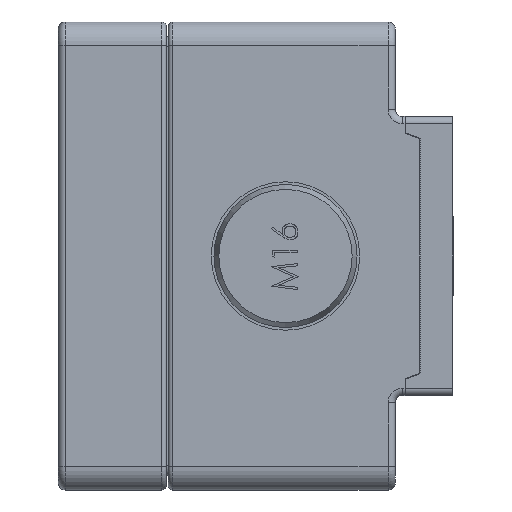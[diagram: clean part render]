
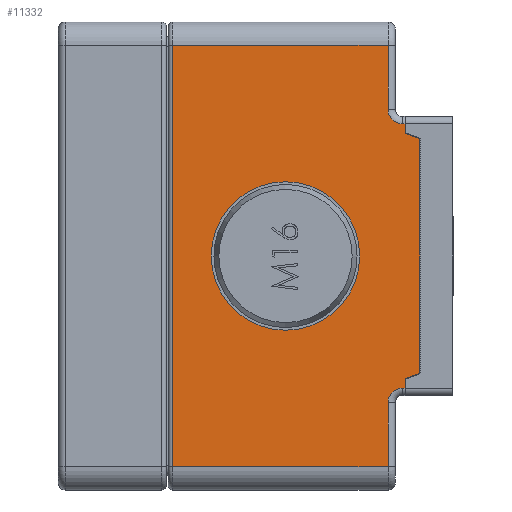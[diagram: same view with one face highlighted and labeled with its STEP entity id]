
A CAD part, left-side view. The second image highlights one B-rep face of the part: STEP entity #11332.
In plain terms, the highlighted planar face has unit normal (-1, 0, 0).
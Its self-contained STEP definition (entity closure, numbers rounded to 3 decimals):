
#43=FACE_BOUND('',#1367,.T.);
#730=FACE_OUTER_BOUND('',#1366,.T.);
#1366=EDGE_LOOP('',(#8960,#8961,#8962,#8963,#8964,#8965,#8966,#8967,#8968,
#8969,#8970,#8971,#8972,#8973,#8974,#8975));
#1367=EDGE_LOOP('',(#8976,#8977));
#2319=LINE('',#18578,#3421);
#2323=LINE('',#18585,#3425);
#2384=LINE('',#18724,#3486);
#2387=LINE('',#18729,#3489);
#2388=LINE('',#18731,#3490);
#2389=LINE('',#18732,#3491);
#2390=LINE('',#18734,#3492);
#2391=LINE('',#18738,#3493);
#2392=LINE('',#18740,#3494);
#2393=LINE('',#18742,#3495);
#2394=LINE('',#18744,#3496);
#2395=LINE('',#18746,#3497);
#2396=LINE('',#18749,#3498);
#2397=LINE('',#18750,#3499);
#3421=VECTOR('',#14545,10.);
#3425=VECTOR('',#14549,10.);
#3486=VECTOR('',#14674,10.);
#3489=VECTOR('',#14679,10.);
#3490=VECTOR('',#14680,10.);
#3491=VECTOR('',#14681,10.);
#3492=VECTOR('',#14682,10.);
#3493=VECTOR('',#14685,10.);
#3494=VECTOR('',#14686,10.);
#3495=VECTOR('',#14687,10.);
#3496=VECTOR('',#14688,10.);
#3497=VECTOR('',#14689,10.);
#3498=VECTOR('',#14692,10.);
#3499=VECTOR('',#14693,10.);
#4210=CIRCLE('',#12287,1.6);
#4211=CIRCLE('',#12288,1.6);
#4212=CIRCLE('',#12289,8.25);
#4213=CIRCLE('',#12290,8.25);
#4997=VERTEX_POINT('',#18179);
#5037=VERTEX_POINT('',#18275);
#5098=VERTEX_POINT('',#18561);
#5100=VERTEX_POINT('',#18567);
#5103=VERTEX_POINT('',#18577);
#5106=VERTEX_POINT('',#18583);
#5152=VERTEX_POINT('',#18723);
#5154=VERTEX_POINT('',#18730);
#5155=VERTEX_POINT('',#18733);
#5156=VERTEX_POINT('',#18735);
#5157=VERTEX_POINT('',#18737);
#5158=VERTEX_POINT('',#18739);
#5159=VERTEX_POINT('',#18741);
#5160=VERTEX_POINT('',#18743);
#5161=VERTEX_POINT('',#18745);
#5162=VERTEX_POINT('',#18747);
#5163=VERTEX_POINT('',#18751);
#5164=VERTEX_POINT('',#18752);
#6474=EDGE_CURVE('',#5098,#5103,#2319,.T.);
#6478=EDGE_CURVE('',#5106,#5100,#2323,.T.);
#6549=EDGE_CURVE('',#5037,#5152,#2384,.T.);
#6552=EDGE_CURVE('',#5037,#4997,#2387,.T.);
#6553=EDGE_CURVE('',#5154,#4997,#2388,.T.);
#6554=EDGE_CURVE('',#5100,#5154,#2389,.T.);
#6555=EDGE_CURVE('',#5155,#5106,#2390,.T.);
#6556=EDGE_CURVE('',#5156,#5155,#4210,.T.);
#6557=EDGE_CURVE('',#5157,#5156,#2391,.T.);
#6558=EDGE_CURVE('',#5158,#5157,#2392,.T.);
#6559=EDGE_CURVE('',#5159,#5158,#2393,.T.);
#6560=EDGE_CURVE('',#5160,#5159,#2394,.T.);
#6561=EDGE_CURVE('',#5161,#5160,#2395,.T.);
#6562=EDGE_CURVE('',#5162,#5161,#4211,.T.);
#6563=EDGE_CURVE('',#5103,#5162,#2396,.T.);
#6564=EDGE_CURVE('',#5152,#5098,#2397,.T.);
#6565=EDGE_CURVE('',#5163,#5164,#4212,.T.);
#6566=EDGE_CURVE('',#5164,#5163,#4213,.T.);
#8960=ORIENTED_EDGE('',*,*,#6552,.T.);
#8961=ORIENTED_EDGE('',*,*,#6553,.F.);
#8962=ORIENTED_EDGE('',*,*,#6554,.F.);
#8963=ORIENTED_EDGE('',*,*,#6478,.F.);
#8964=ORIENTED_EDGE('',*,*,#6555,.F.);
#8965=ORIENTED_EDGE('',*,*,#6556,.F.);
#8966=ORIENTED_EDGE('',*,*,#6557,.F.);
#8967=ORIENTED_EDGE('',*,*,#6558,.F.);
#8968=ORIENTED_EDGE('',*,*,#6559,.F.);
#8969=ORIENTED_EDGE('',*,*,#6560,.F.);
#8970=ORIENTED_EDGE('',*,*,#6561,.F.);
#8971=ORIENTED_EDGE('',*,*,#6562,.F.);
#8972=ORIENTED_EDGE('',*,*,#6563,.F.);
#8973=ORIENTED_EDGE('',*,*,#6474,.F.);
#8974=ORIENTED_EDGE('',*,*,#6564,.F.);
#8975=ORIENTED_EDGE('',*,*,#6549,.F.);
#8976=ORIENTED_EDGE('',*,*,#6565,.T.);
#8977=ORIENTED_EDGE('',*,*,#6566,.T.);
#10853=PLANE('',#12286);
#11332=ADVANCED_FACE('',(#730,#43),#10853,.F.);
#12286=AXIS2_PLACEMENT_3D('',#18728,#14677,#14678);
#12287=AXIS2_PLACEMENT_3D('',#18736,#14683,#14684);
#12288=AXIS2_PLACEMENT_3D('',#18748,#14690,#14691);
#12289=AXIS2_PLACEMENT_3D('',#18753,#14694,#14695);
#12290=AXIS2_PLACEMENT_3D('',#18754,#14696,#14697);
#14545=DIRECTION('',(0.,0.,-1.));
#14549=DIRECTION('',(0.,0.,-1.));
#14674=DIRECTION('',(0.,0.94,-0.342));
#14677=DIRECTION('center_axis',(1.,0.,0.));
#14678=DIRECTION('ref_axis',(0.,0.,-1.));
#14679=DIRECTION('',(0.,0.,1.));
#14680=DIRECTION('',(0.,-0.94,-0.342));
#14681=DIRECTION('',(0.,0.,-1.));
#14682=DIRECTION('',(0.,-1.,0.));
#14683=DIRECTION('center_axis',(-1.,0.,0.));
#14684=DIRECTION('ref_axis',(0.,0.707,-0.707));
#14685=DIRECTION('',(0.,0.,-1.));
#14686=DIRECTION('',(0.,-1.,0.));
#14687=DIRECTION('',(0.,0.,1.));
#14688=DIRECTION('',(0.,1.,0.));
#14689=DIRECTION('',(0.,0.,-1.));
#14690=DIRECTION('center_axis',(-1.,0.,0.));
#14691=DIRECTION('ref_axis',(0.,0.707,0.707));
#14692=DIRECTION('',(0.,1.,0.));
#14693=DIRECTION('',(0.,0.,-1.));
#14694=DIRECTION('center_axis',(1.,0.,0.));
#14695=DIRECTION('ref_axis',(0.,-1.,0.));
#14696=DIRECTION('center_axis',(1.,0.,0.));
#14697=DIRECTION('ref_axis',(0.,-1.,0.));
#18179=CARTESIAN_POINT('',(-47.634,-17.208,13.036));
#18275=CARTESIAN_POINT('',(-47.634,-17.208,-13.036));
#18561=CARTESIAN_POINT('',(-47.634,-15.608,-13.682));
#18567=CARTESIAN_POINT('',(-47.634,-15.608,13.682));
#18577=CARTESIAN_POINT('',(-47.634,-15.608,-14.7));
#18578=CARTESIAN_POINT('',(-47.634,-15.608,-13.619));
#18583=CARTESIAN_POINT('',(-47.634,-15.608,14.7));
#18585=CARTESIAN_POINT('',(-47.634,-15.608,15.5));
#18723=CARTESIAN_POINT('',(-47.634,-15.608,-13.619));
#18724=CARTESIAN_POINT('',(-47.634,-17.308,-13.));
#18728=CARTESIAN_POINT('Origin',(-47.634,1.675,0.));
#18729=CARTESIAN_POINT('',(-47.634,-17.208,6.55));
#18730=CARTESIAN_POINT('',(-47.634,-15.608,13.619));
#18731=CARTESIAN_POINT('',(-47.634,-15.608,13.619));
#18732=CARTESIAN_POINT('',(-47.634,-15.608,15.5));
#18733=CARTESIAN_POINT('',(-47.634,-15.308,14.7));
#18734=CARTESIAN_POINT('',(-47.634,-6.817,14.7));
#18735=CARTESIAN_POINT('',(-47.634,-13.708,16.3));
#18736=CARTESIAN_POINT('Origin',(-47.634,-15.308,16.3));
#18737=CARTESIAN_POINT('',(-47.634,-13.708,23.4));
#18738=CARTESIAN_POINT('',(-47.634,-13.708,13.));
#18739=CARTESIAN_POINT('',(-47.634,10.242,23.4));
#18740=CARTESIAN_POINT('',(-47.634,6.208,23.4));
#18741=CARTESIAN_POINT('',(-47.634,10.242,-23.4));
#18742=CARTESIAN_POINT('',(-47.634,10.242,12.2));
#18743=CARTESIAN_POINT('',(-47.634,-13.708,-23.4));
#18744=CARTESIAN_POINT('',(-47.634,-6.417,-23.4));
#18745=CARTESIAN_POINT('',(-47.634,-13.708,-16.3));
#18746=CARTESIAN_POINT('',(-47.634,-13.708,-8.15));
#18747=CARTESIAN_POINT('',(-47.634,-15.308,-14.7));
#18748=CARTESIAN_POINT('Origin',(-47.634,-15.308,-16.3));
#18749=CARTESIAN_POINT('',(-47.634,-6.967,-14.7));
#18750=CARTESIAN_POINT('',(-47.634,-15.608,-13.619));
#18751=CARTESIAN_POINT('',(-47.634,-10.558,0.));
#18752=CARTESIAN_POINT('',(-47.634,5.942,0.));
#18753=CARTESIAN_POINT('Origin',(-47.634,-2.308,0.));
#18754=CARTESIAN_POINT('Origin',(-47.634,-2.308,0.));
